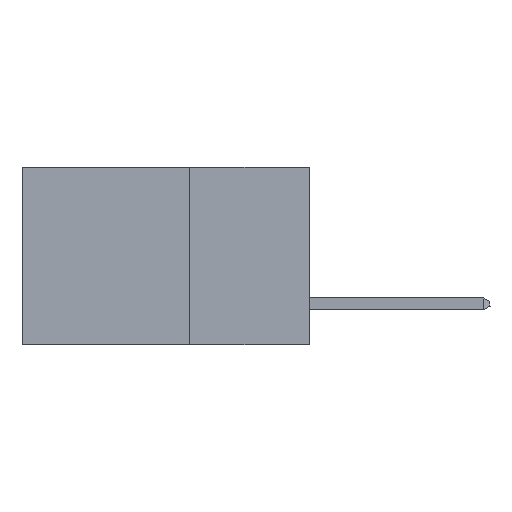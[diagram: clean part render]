
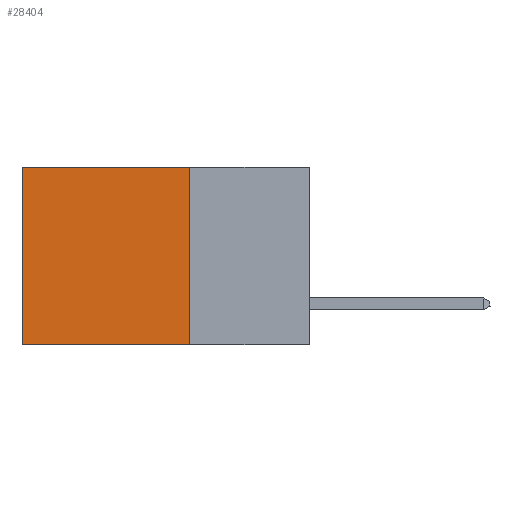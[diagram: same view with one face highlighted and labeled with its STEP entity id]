
A CAD part, left-side view. The second image highlights one B-rep face of the part: STEP entity #28404.
In plain terms, the highlighted planar face has unit normal (-1, 0, 0).
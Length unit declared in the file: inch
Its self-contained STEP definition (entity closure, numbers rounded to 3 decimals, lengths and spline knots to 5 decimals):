
#2398 = CARTESIAN_POINT ( 'NONE',  ( 0.2875, 0.25, 0. ) ) ;
#3022 = LINE ( 'NONE', #47446, #13324 ) ;
#3396 = CARTESIAN_POINT ( 'NONE',  ( 0.2875, 0.25, 0. ) ) ;
#3930 = VECTOR ( 'NONE', #14586, 39.37008 ) ;
#4244 = ORIENTED_EDGE ( 'NONE', *, *, #7436, .T. ) ;
#6630 = ORIENTED_EDGE ( 'NONE', *, *, #9453, .T. ) ;
#6846 = CARTESIAN_POINT ( 'NONE',  ( 0.2875, 0.25, 0. ) ) ;
#7436 = EDGE_CURVE ( 'NONE', #13778, #17409, #3022, .T. ) ;
#7713 = CARTESIAN_POINT ( 'NONE',  ( 0.2875, 0.25, -0.37 ) ) ;
#9453 = EDGE_CURVE ( 'NONE', #30112, #13778, #10682, .T. ) ;
#9482 = VECTOR ( 'NONE', #15276, 39.37008 ) ;
#9699 = CARTESIAN_POINT ( 'NONE',  ( 0.2875, 0.6, 0. ) ) ;
#10682 = LINE ( 'NONE', #6846, #9482 ) ;
#12877 = ORIENTED_EDGE ( 'NONE', *, *, #16928, .F. ) ;
#13324 = VECTOR ( 'NONE', #28167, 39.37008 ) ;
#13754 = PLANE ( 'NONE',  #16510 ) ;
#13778 = VERTEX_POINT ( 'NONE', #9699 ) ;
#14586 = DIRECTION ( 'NONE',  ( 0., 0., -1. ) ) ;
#14831 = ORIENTED_EDGE ( 'NONE', *, *, #35843, .F. ) ;
#15276 = DIRECTION ( 'NONE',  ( 0., 1., 0. ) ) ;
#16510 = AXIS2_PLACEMENT_3D ( 'NONE', #2398, #17670, #18004 ) ;
#16928 = EDGE_CURVE ( 'NONE', #46353, #17409, #35197, .T. ) ;
#17409 = VERTEX_POINT ( 'NONE', #23951 ) ;
#17670 = DIRECTION ( 'NONE',  ( 1., 0., 0. ) ) ;
#18004 = DIRECTION ( 'NONE',  ( 0., 0., -1. ) ) ;
#22706 = LINE ( 'NONE', #22744, #3930 ) ;
#22744 = CARTESIAN_POINT ( 'NONE',  ( 0.2875, 0.25, 0. ) ) ;
#23951 = CARTESIAN_POINT ( 'NONE',  ( 0.2875, 0.6, -0.37 ) ) ;
#27230 = EDGE_LOOP ( 'NONE', ( #4244, #12877, #14831, #6630 ) ) ;
#28167 = DIRECTION ( 'NONE',  ( 0., 0., -1. ) ) ;
#28404 = ADVANCED_FACE ( 'NONE', ( #34148 ), #13754, .F. ) ;
#30112 = VERTEX_POINT ( 'NONE', #3396 ) ;
#34148 = FACE_OUTER_BOUND ( 'NONE', #27230, .T. ) ;
#35197 = LINE ( 'NONE', #7713, #40678 ) ;
#35843 = EDGE_CURVE ( 'NONE', #30112, #46353, #22706, .T. ) ;
#40678 = VECTOR ( 'NONE', #46648, 39.37008 ) ;
#42526 = CARTESIAN_POINT ( 'NONE',  ( 0.2875, 0.25, -0.37 ) ) ;
#46353 = VERTEX_POINT ( 'NONE', #42526 ) ;
#46648 = DIRECTION ( 'NONE',  ( 0., 1., 0. ) ) ;
#47446 = CARTESIAN_POINT ( 'NONE',  ( 0.2875, 0.6, 0. ) ) ;
